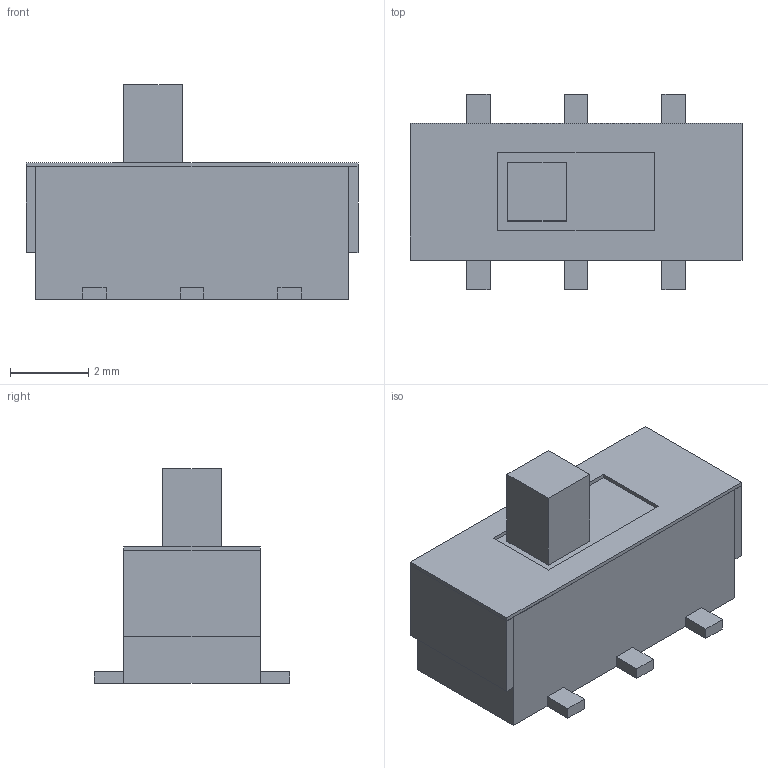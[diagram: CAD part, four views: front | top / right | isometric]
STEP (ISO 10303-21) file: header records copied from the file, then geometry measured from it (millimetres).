
FILE_DESCRIPTION(/* description */ (''),/* implementation_level */ '2;1');
FILE_NAME(/* name */ 'スライドスイッチ_SSSS2シリーズ v2.step',/* time_stamp */ '2021-07-26T23:32:34+09:00',/* author */ (''),/* organization */ (''),/* preprocessor_version */ 'ST-DEVELOPER v18.1',/* originating_system */ 'Autodesk Translation Framework v10.9.0.1377',/* authorisation */ '');
FILE_SCHEMA (('AUTOMOTIVE_DESIGN { 1 0 10303 214 3 1 1 }'));
Length unit declared in the file: millimetre
Products named in the file (1): スライドスイッチ_SSSS2シリーズ
Bounding box: 8.5 x 5 x 5.5 mm (x, y, z)
Volume: 106.8 mm3; surface area: 245.2 mm2
Topology: 11 solids, 11 shells, 70 faces, 144 edges, 96 vertices
Faces by surface type: plane 70
Entity records: 1849 total; most frequent: CARTESIAN_POINT 311, ORIENTED_EDGE 288, DIRECTION 286, LINE 144, VECTOR 144, EDGE_CURVE 144, VERTEX_POINT 96, EDGE_LOOP 72
